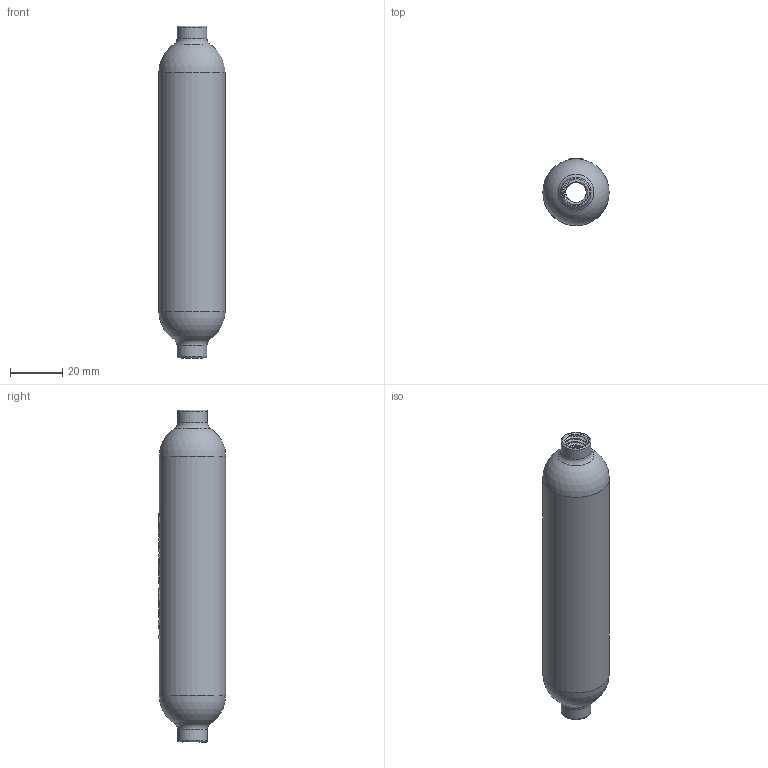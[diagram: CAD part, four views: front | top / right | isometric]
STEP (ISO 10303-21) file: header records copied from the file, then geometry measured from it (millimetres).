
FILE_DESCRIPTION(/* description */ (''),/* implementation_level */ '2;1');
FILE_NAME(/* name */ 'oxidizer_tank.stp',/* time_stamp */ '2025-07-28T17:39:09-04:00',/* author */ (''),/* organization */ (''),/* preprocessor_version */ 'ST-DEVELOPER v18.102',/* originating_system */ 'SIEMENS PLM Software NX 2027',/* authorisation */ '');
FILE_SCHEMA (('AUTOMOTIVE_DESIGN { 1 0 10303 214 3 1 1 1 }'));
Length unit declared in the file: inch
Products named in the file (1): oxidizer_tank
Bounding box: 25.4 x 25.78 x 127 mm (x, y, z)
Volume: 13541.7 mm3; surface area: 18186.3 mm2
Topology: 1 solids, 1 shells, 167 faces, 470 edges, 309 vertices
Faces by surface type: plane 107, bspline 31, cylinder 15, sphere 4, revolution 4, torus 4, cone 1, extrusion 1
Full cylindrical faces by diameter (mm): 11.43 x2, 22.352 x1, 25.4 x1
Entity records: 9215 total; most frequent: CARTESIAN_POINT 5736, ORIENTED_EDGE 790, DIRECTION 539, EDGE_CURVE 395, VERTEX_POINT 269, AXIS2_PLACEMENT_3D 204, EDGE_LOOP 200, B_SPLINE_CURVE_WITH_KNOTS 195
